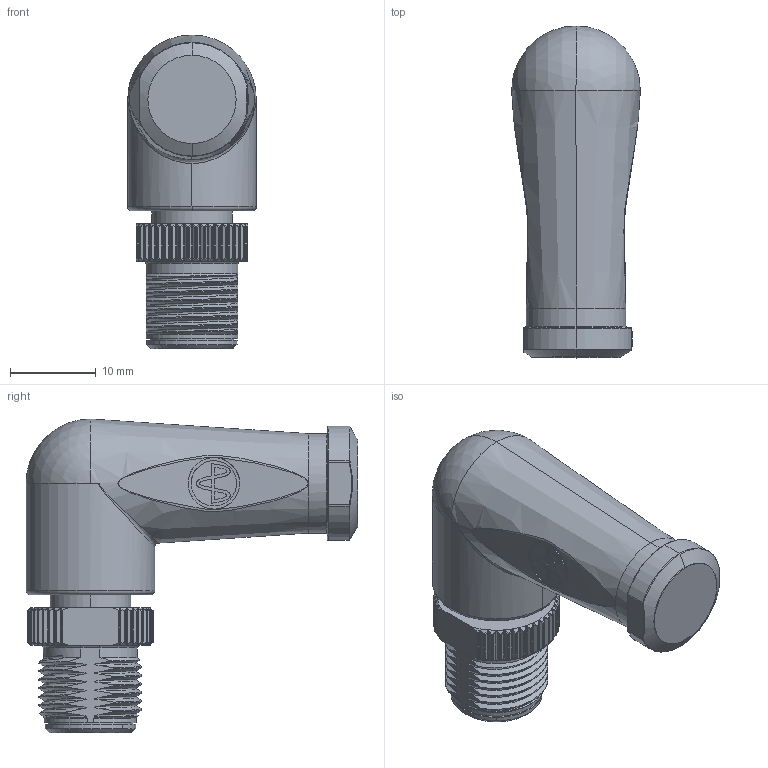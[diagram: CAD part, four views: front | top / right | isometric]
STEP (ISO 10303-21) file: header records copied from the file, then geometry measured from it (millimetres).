
FILE_DESCRIPTION (( 'STEP AP214' ), '1' );
FILE_NAME ('Customer-BB2096A0210-M12MA_4D_Yamaichi.STEP', '2020-09-30T13:13:14', ( '' ), ( '' ), 'SwSTEP 2.0', 'SolidWorks 2018', '' );
FILE_SCHEMA (( 'AUTOMOTIVE_DESIGN' ));
Length unit declared in the file: millimetre
Products named in the file (1): Customer-BB2096A0210-M12MA_4D_Yamaichi
Bounding box: 15 x 38.7 x 36.6 mm (x, y, z)
Volume: 7698 mm3; surface area: 3449.1 mm2
Topology: 1 solids, 1 shells, 968 faces, 2309 edges, 1272 vertices
Faces by surface type: bspline 303, cylinder 224, sphere 169, plane 131, torus 113, cone 28
Entity records: 64162 total; most frequent: CARTESIAN_POINT 33915, ORIENTED_EDGE 4374, DIRECTION 3812, EDGE_CURVE 2187, AXIS2_PLACEMENT_3D 1665, VERTEX_POINT 1247, CIRCLE 999, EDGE_LOOP 994
